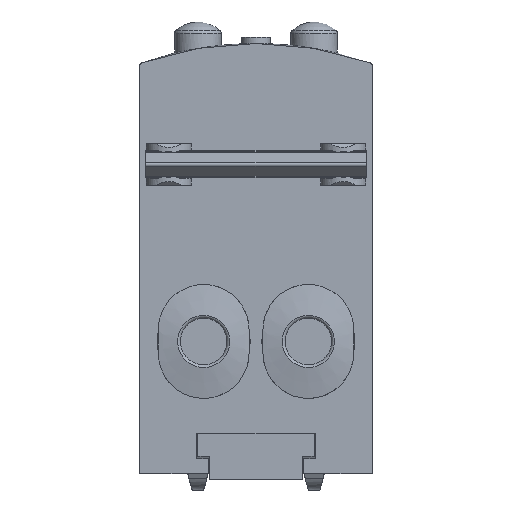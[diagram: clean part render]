
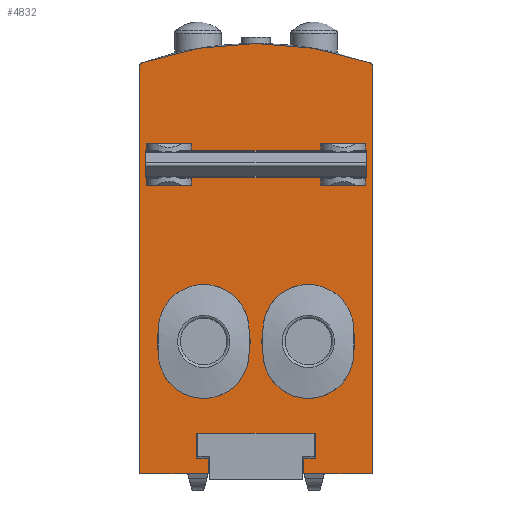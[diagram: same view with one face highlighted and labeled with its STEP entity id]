
A CAD part, front view. The second image highlights one B-rep face of the part: STEP entity #4832.
In plain terms, the highlighted planar face has unit normal (0, -1, 0).
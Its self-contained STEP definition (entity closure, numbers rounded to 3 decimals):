
#65=PLANE('',#5102);
#216=LINE('',#6429,#534);
#217=LINE('',#6469,#535);
#218=LINE('',#6474,#536);
#219=LINE('',#6482,#537);
#221=LINE('',#6521,#539);
#223=LINE('',#6524,#541);
#224=LINE('',#6533,#542);
#225=LINE('',#6573,#543);
#226=LINE('',#6578,#544);
#227=LINE('',#6586,#545);
#229=LINE('',#6625,#547);
#231=LINE('',#6628,#549);
#259=LINE('',#6812,#577);
#267=LINE('',#6828,#585);
#270=LINE('',#6834,#588);
#271=LINE('',#6835,#589);
#272=LINE('',#6836,#590);
#273=LINE('',#6837,#591);
#274=LINE('',#6838,#592);
#275=LINE('',#6841,#593);
#276=LINE('',#6846,#594);
#277=LINE('',#6848,#595);
#278=LINE('',#6850,#596);
#279=LINE('',#6852,#597);
#280=LINE('',#6854,#598);
#281=LINE('',#6855,#599);
#282=LINE('',#6856,#600);
#283=LINE('',#6858,#601);
#284=LINE('',#6860,#602);
#534=VECTOR('',#5402,1000.);
#535=VECTOR('',#5411,1000.);
#536=VECTOR('',#5416,1000.);
#537=VECTOR('',#5423,1000.);
#539=VECTOR('',#5433,1000.);
#541=VECTOR('',#5437,1000.);
#542=VECTOR('',#5446,1000.);
#543=VECTOR('',#5455,1000.);
#544=VECTOR('',#5460,1000.);
#545=VECTOR('',#5467,1000.);
#547=VECTOR('',#5477,1000.);
#549=VECTOR('',#5481,1000.);
#577=VECTOR('',#5565,1000.);
#585=VECTOR('',#5573,1000.);
#588=VECTOR('',#5578,1000.);
#589=VECTOR('',#5579,1000.);
#590=VECTOR('',#5580,1000.);
#591=VECTOR('',#5581,1000.);
#592=VECTOR('',#5582,1000.);
#593=VECTOR('',#5583,1000.);
#594=VECTOR('',#5588,1000.);
#595=VECTOR('',#5589,1000.);
#596=VECTOR('',#5590,1000.);
#597=VECTOR('',#5591,1000.);
#598=VECTOR('',#5592,1000.);
#599=VECTOR('',#5593,1000.);
#600=VECTOR('',#5594,1000.);
#601=VECTOR('',#5595,1000.);
#602=VECTOR('',#5596,1000.);
#1009=ORIENTED_EDGE('',*,*,#1847,.F.);
#1010=ORIENTED_EDGE('',*,*,#1877,.F.);
#1011=ORIENTED_EDGE('',*,*,#1858,.F.);
#1012=ORIENTED_EDGE('',*,*,#1977,.F.);
#1013=ORIENTED_EDGE('',*,*,#1881,.F.);
#1014=ORIENTED_EDGE('',*,*,#1911,.F.);
#1015=ORIENTED_EDGE('',*,*,#1892,.F.);
#1016=ORIENTED_EDGE('',*,*,#1978,.F.);
#1017=ORIENTED_EDGE('',*,*,#1860,.F.);
#1018=ORIENTED_EDGE('',*,*,#1979,.T.);
#1019=ORIENTED_EDGE('',*,*,#1864,.F.);
#1020=ORIENTED_EDGE('',*,*,#1875,.T.);
#1021=ORIENTED_EDGE('',*,*,#1894,.F.);
#1022=ORIENTED_EDGE('',*,*,#1980,.T.);
#1023=ORIENTED_EDGE('',*,*,#1898,.F.);
#1024=ORIENTED_EDGE('',*,*,#1909,.T.);
#1025=ORIENTED_EDGE('',*,*,#1981,.F.);
#1026=ORIENTED_EDGE('',*,*,#1982,.F.);
#1027=ORIENTED_EDGE('',*,*,#1983,.F.);
#1028=ORIENTED_EDGE('',*,*,#1915,.F.);
#1029=ORIENTED_EDGE('',*,*,#1984,.F.);
#1030=ORIENTED_EDGE('',*,*,#1985,.T.);
#1031=ORIENTED_EDGE('',*,*,#1986,.F.);
#1032=ORIENTED_EDGE('',*,*,#1987,.T.);
#1033=ORIENTED_EDGE('',*,*,#1988,.T.);
#1034=ORIENTED_EDGE('',*,*,#1989,.T.);
#1035=ORIENTED_EDGE('',*,*,#1966,.T.);
#1036=ORIENTED_EDGE('',*,*,#1990,.T.);
#1037=ORIENTED_EDGE('',*,*,#1974,.T.);
#1038=ORIENTED_EDGE('',*,*,#1991,.T.);
#1039=ORIENTED_EDGE('',*,*,#1992,.T.);
#1040=ORIENTED_EDGE('',*,*,#1993,.T.);
#1041=ORIENTED_EDGE('',*,*,#1994,.F.);
#1042=ORIENTED_EDGE('',*,*,#1995,.F.);
#1847=EDGE_CURVE('',#2337,#2338,#216,.F.);
#1858=EDGE_CURVE('',#2348,#2334,#217,.T.);
#1860=EDGE_CURVE('',#2349,#2351,#218,.F.);
#1864=EDGE_CURVE('',#2354,#2355,#219,.T.);
#1875=EDGE_CURVE('',#2354,#2351,#221,.T.);
#1877=EDGE_CURVE('',#2334,#2337,#223,.T.);
#1881=EDGE_CURVE('',#2367,#2368,#224,.F.);
#1892=EDGE_CURVE('',#2378,#2364,#225,.T.);
#1894=EDGE_CURVE('',#2379,#2381,#226,.F.);
#1898=EDGE_CURVE('',#2384,#2385,#227,.T.);
#1909=EDGE_CURVE('',#2384,#2381,#229,.T.);
#1911=EDGE_CURVE('',#2364,#2367,#231,.T.);
#1915=EDGE_CURVE('',#2397,#2398,#2706,.T.);
#1966=EDGE_CURVE('',#2445,#2444,#259,.T.);
#1974=EDGE_CURVE('',#2453,#2452,#267,.T.);
#1977=EDGE_CURVE('',#2338,#2348,#270,.T.);
#1978=EDGE_CURVE('',#2368,#2378,#271,.T.);
#1979=EDGE_CURVE('',#2349,#2355,#272,.T.);
#1980=EDGE_CURVE('',#2379,#2385,#273,.T.);
#1981=EDGE_CURVE('',#2455,#2456,#274,.T.);
#1982=EDGE_CURVE('',#2457,#2455,#275,.T.);
#1983=EDGE_CURVE('',#2398,#2457,#2720,.T.);
#1984=EDGE_CURVE('',#2458,#2397,#2721,.T.);
#1985=EDGE_CURVE('',#2458,#2459,#276,.T.);
#1986=EDGE_CURVE('',#2460,#2459,#277,.T.);
#1987=EDGE_CURVE('',#2460,#2461,#278,.T.);
#1988=EDGE_CURVE('',#2461,#2462,#279,.T.);
#1989=EDGE_CURVE('',#2462,#2445,#280,.T.);
#1990=EDGE_CURVE('',#2444,#2453,#281,.T.);
#1991=EDGE_CURVE('',#2452,#2463,#282,.T.);
#1992=EDGE_CURVE('',#2463,#2464,#283,.T.);
#1993=EDGE_CURVE('',#2464,#2456,#284,.T.);
#1994=EDGE_CURVE('',#2465,#2465,#2722,.F.);
#1995=EDGE_CURVE('',#2466,#2466,#2723,.F.);
#2334=VERTEX_POINT('',#6423);
#2337=VERTEX_POINT('',#6428);
#2338=VERTEX_POINT('',#6430);
#2348=VERTEX_POINT('',#6468);
#2349=VERTEX_POINT('',#6472);
#2351=VERTEX_POINT('',#6475);
#2354=VERTEX_POINT('',#6481);
#2355=VERTEX_POINT('',#6483);
#2364=VERTEX_POINT('',#6527);
#2367=VERTEX_POINT('',#6532);
#2368=VERTEX_POINT('',#6534);
#2378=VERTEX_POINT('',#6572);
#2379=VERTEX_POINT('',#6576);
#2381=VERTEX_POINT('',#6579);
#2384=VERTEX_POINT('',#6585);
#2385=VERTEX_POINT('',#6587);
#2397=VERTEX_POINT('',#6648);
#2398=VERTEX_POINT('',#6649);
#2444=VERTEX_POINT('',#6811);
#2445=VERTEX_POINT('',#6813);
#2452=VERTEX_POINT('',#6827);
#2453=VERTEX_POINT('',#6829);
#2455=VERTEX_POINT('',#6839);
#2456=VERTEX_POINT('',#6840);
#2457=VERTEX_POINT('',#6842);
#2458=VERTEX_POINT('',#6845);
#2459=VERTEX_POINT('',#6847);
#2460=VERTEX_POINT('',#6849);
#2461=VERTEX_POINT('',#6851);
#2462=VERTEX_POINT('',#6853);
#2463=VERTEX_POINT('',#6857);
#2464=VERTEX_POINT('',#6859);
#2465=VERTEX_POINT('',#6862);
#2466=VERTEX_POINT('',#6864);
#2706=CIRCLE('',#5078,30.);
#2720=CIRCLE('',#5103,0.3);
#2721=CIRCLE('',#5104,0.3);
#2722=CIRCLE('',#5105,4.);
#2723=CIRCLE('',#5106,4.);
#2835=EDGE_LOOP('',(#1009,#1010,#1011,#1012));
#2836=EDGE_LOOP('',(#1013,#1014,#1015,#1016));
#2837=EDGE_LOOP('',(#1017,#1018,#1019,#1020));
#2838=EDGE_LOOP('',(#1021,#1022,#1023,#1024));
#2839=EDGE_LOOP('',(#1025,#1026,#1027,#1028,#1029,#1030,#1031,#1032,#1033,
#1034,#1035,#1036,#1037,#1038,#1039,#1040));
#2840=EDGE_LOOP('',(#1041));
#2841=EDGE_LOOP('',(#1042));
#3121=FACE_BOUND('',#2835,.T.);
#3122=FACE_BOUND('',#2836,.T.);
#3123=FACE_BOUND('',#2837,.T.);
#3124=FACE_BOUND('',#2838,.T.);
#3125=FACE_BOUND('',#2839,.T.);
#3126=FACE_BOUND('',#2840,.T.);
#3127=FACE_BOUND('',#2841,.T.);
#4832=ADVANCED_FACE('',(#3121,#3122,#3123,#3124,#3125,#3126,#3127),#65,
 .F.);
#5078=AXIS2_PLACEMENT_3D('',#6647,#5490,#5491);
#5102=AXIS2_PLACEMENT_3D('',#6833,#5576,#5577);
#5103=AXIS2_PLACEMENT_3D('',#6843,#5584,#5585);
#5104=AXIS2_PLACEMENT_3D('',#6844,#5586,#5587);
#5105=AXIS2_PLACEMENT_3D('',#6861,#5597,#5598);
#5106=AXIS2_PLACEMENT_3D('',#6863,#5599,#5600);
#5402=DIRECTION('',(0.,0.,-1.));
#5411=DIRECTION('',(0.,0.,-1.));
#5416=DIRECTION('',(0.,0.,-1.));
#5423=DIRECTION('',(0.,0.,-1.));
#5433=DIRECTION('',(1.,0.,0.));
#5437=DIRECTION('',(1.,0.,0.));
#5446=DIRECTION('',(0.,0.,-1.));
#5455=DIRECTION('',(0.,0.,-1.));
#5460=DIRECTION('',(0.,0.,-1.));
#5467=DIRECTION('',(0.,0.,-1.));
#5477=DIRECTION('',(1.,0.,0.));
#5481=DIRECTION('',(1.,0.,0.));
#5490=DIRECTION('',(0.,1.,0.));
#5491=DIRECTION('',(1.,0.,0.));
#5565=DIRECTION('',(1.,0.,0.));
#5573=DIRECTION('',(1.,0.,0.));
#5576=DIRECTION('',(0.,1.,0.));
#5577=DIRECTION('',(0.,0.,1.));
#5578=DIRECTION('',(-1.,0.,0.));
#5579=DIRECTION('',(-1.,0.,0.));
#5580=DIRECTION('',(-1.,0.,0.));
#5581=DIRECTION('',(-1.,0.,0.));
#5582=DIRECTION('',(-1.,0.,0.));
#5583=DIRECTION('',(0.,0.,-1.));
#5584=DIRECTION('',(0.,1.,0.));
#5585=DIRECTION('',(1.,0.,0.));
#5586=DIRECTION('',(0.,1.,0.));
#5587=DIRECTION('',(1.,0.,0.));
#5588=DIRECTION('',(0.,0.,-1.));
#5589=DIRECTION('',(-1.,0.,0.));
#5590=DIRECTION('',(0.,0.,1.));
#5591=DIRECTION('',(-1.,0.,0.));
#5592=DIRECTION('',(0.,0.,1.));
#5593=DIRECTION('',(1.,0.,0.));
#5594=DIRECTION('',(0.,0.,-1.));
#5595=DIRECTION('',(-1.,0.,0.));
#5596=DIRECTION('',(0.,0.,-1.));
#5597=DIRECTION('',(0.,1.,0.));
#5598=DIRECTION('',(0.,0.,1.));
#5599=DIRECTION('',(0.,1.,0.));
#5600=DIRECTION('',(0.,0.,1.));
#6423=CARTESIAN_POINT('',(5.564,0.,24.8));
#6428=CARTESIAN_POINT('',(9.436,0.,24.8));
#6429=CARTESIAN_POINT('',(9.436,0.,28.4));
#6430=CARTESIAN_POINT('',(9.436,0.,25.4));
#6468=CARTESIAN_POINT('',(5.564,0.,25.4));
#6469=CARTESIAN_POINT('',(5.564,0.,28.4));
#6472=CARTESIAN_POINT('',(9.436,0.,27.8));
#6474=CARTESIAN_POINT('',(9.436,0.,28.4));
#6475=CARTESIAN_POINT('',(9.436,0.,28.4));
#6481=CARTESIAN_POINT('',(5.564,0.,28.4));
#6482=CARTESIAN_POINT('',(5.564,0.,28.4));
#6483=CARTESIAN_POINT('',(5.564,0.,27.8));
#6521=CARTESIAN_POINT('',(10.,0.,28.4));
#6524=CARTESIAN_POINT('',(10.,0.,24.8));
#6527=CARTESIAN_POINT('',(-9.436,0.,24.8));
#6532=CARTESIAN_POINT('',(-5.564,0.,24.8));
#6533=CARTESIAN_POINT('',(-5.564,0.,28.4));
#6534=CARTESIAN_POINT('',(-5.564,0.,25.4));
#6572=CARTESIAN_POINT('',(-9.436,0.,25.4));
#6573=CARTESIAN_POINT('',(-9.436,0.,28.4));
#6576=CARTESIAN_POINT('',(-5.564,0.,27.8));
#6578=CARTESIAN_POINT('',(-5.564,0.,28.4));
#6579=CARTESIAN_POINT('',(-5.564,0.,28.4));
#6585=CARTESIAN_POINT('',(-9.436,0.,28.4));
#6586=CARTESIAN_POINT('',(-9.436,0.,28.4));
#6587=CARTESIAN_POINT('',(-9.436,0.,27.8));
#6625=CARTESIAN_POINT('',(10.,0.,28.4));
#6628=CARTESIAN_POINT('',(10.,0.,24.8));
#6647=CARTESIAN_POINT('',(0.,0.,7.));
#6648=CARTESIAN_POINT('',(-9.798,0.,35.355));
#6649=CARTESIAN_POINT('',(9.798,0.,35.355));
#6811=CARTESIAN_POINT('',(-5.,0.,3.5));
#6812=CARTESIAN_POINT('',(-5.1,0.,3.5));
#6813=CARTESIAN_POINT('',(-5.1,0.,3.5));
#6827=CARTESIAN_POINT('',(5.1,0.,3.5));
#6828=CARTESIAN_POINT('',(-5.1,0.,3.5));
#6829=CARTESIAN_POINT('',(5.,0.,3.5));
#6833=CARTESIAN_POINT('',(10.,0.,34.5));
#6834=CARTESIAN_POINT('',(10.,0.,25.4));
#6835=CARTESIAN_POINT('',(10.,0.,25.4));
#6836=CARTESIAN_POINT('',(10.,0.,27.8));
#6837=CARTESIAN_POINT('',(10.,0.,27.8));
#6838=CARTESIAN_POINT('',(10.,0.,0.));
#6839=CARTESIAN_POINT('',(10.,0.,0.));
#6840=CARTESIAN_POINT('',(4.1,0.,0.));
#6841=CARTESIAN_POINT('',(10.,0.,34.5));
#6842=CARTESIAN_POINT('',(10.,0.,35.071));
#6843=CARTESIAN_POINT('',(9.7,0.,35.071));
#6844=CARTESIAN_POINT('',(-9.7,0.,35.071));
#6845=CARTESIAN_POINT('',(-10.,0.,35.071));
#6846=CARTESIAN_POINT('',(-10.,0.,34.5));
#6847=CARTESIAN_POINT('',(-10.,0.,0.));
#6848=CARTESIAN_POINT('',(10.,0.,0.));
#6849=CARTESIAN_POINT('',(-4.1,0.,0.));
#6850=CARTESIAN_POINT('',(-4.1,0.,0.));
#6851=CARTESIAN_POINT('',(-4.1,0.,1.3));
#6852=CARTESIAN_POINT('',(-4.1,0.,1.3));
#6853=CARTESIAN_POINT('',(-5.1,0.,1.3));
#6854=CARTESIAN_POINT('',(-5.1,0.,1.3));
#6855=CARTESIAN_POINT('',(-5.1,0.,3.5));
#6856=CARTESIAN_POINT('',(5.1,0.,3.5));
#6857=CARTESIAN_POINT('',(5.1,0.,1.3));
#6858=CARTESIAN_POINT('',(5.1,0.,1.3));
#6859=CARTESIAN_POINT('',(4.1,0.,1.3));
#6860=CARTESIAN_POINT('',(4.1,0.,1.3));
#6861=CARTESIAN_POINT('',(-4.5,0.,11.375));
#6862=CARTESIAN_POINT('',(-4.5,0.,15.375));
#6863=CARTESIAN_POINT('',(4.5,0.,11.375));
#6864=CARTESIAN_POINT('',(4.5,0.,15.375));
